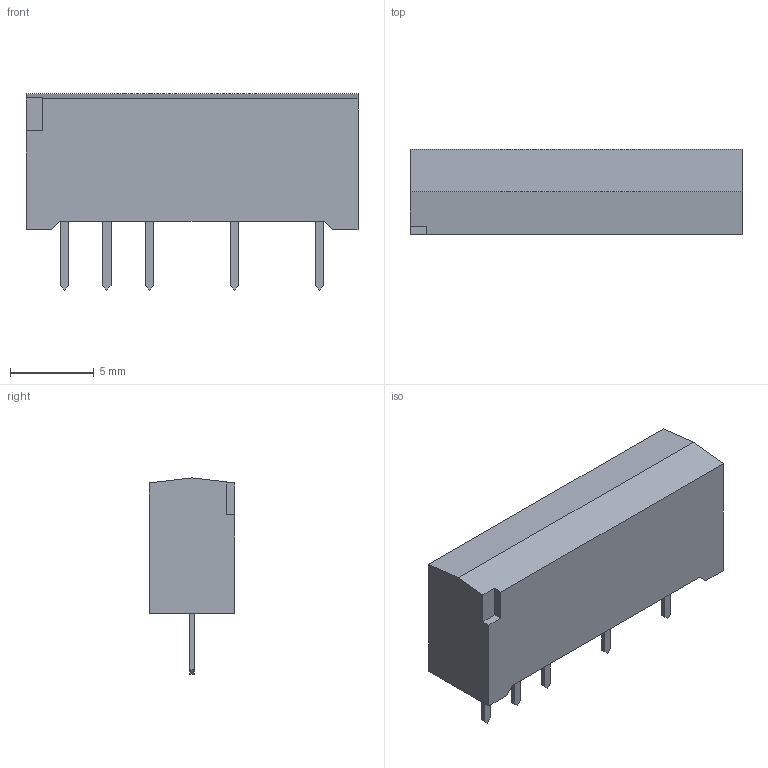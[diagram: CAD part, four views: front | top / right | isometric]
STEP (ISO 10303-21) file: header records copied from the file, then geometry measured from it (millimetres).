
FILE_DESCRIPTION(('FreeCAD Model'),'2;1');
FILE_NAME('Relay_SPDT_StandexMeder_SIL_Form1C.step','2018-01-09T13:15:18',( 'kicad StepUp'),('ksu MCAD'),'Open CASCADE STEP processor 6.8', 'FreeCAD','Unknown');
FILE_SCHEMA(('AUTOMOTIVE_DESIGN_CC2 { 1 2 10303 214 -1 1 5 4 }'));
Length unit declared in the file: millimetre
Products named in the file (1): Relay_SPDT_StandexMeder_SIL_Form1C
Bounding box: 19.8 x 5.08 x 11.7 mm (x, y, z)
Volume: 759.8 mm3; surface area: 607.1 mm2
Topology: 1 solids, 1 shells, 44 faces, 111 edges, 74 vertices
Faces by surface type: plane 44
Entity records: 976 total; most frequent: ORIENTED_EDGE 175, CARTESIAN_POINT 123, EDGE_CURVE 111, LINE 109, VERTEX_POINT 74, DIRECTION 54, FACE_BOUND 49, EDGE_LOOP 49
